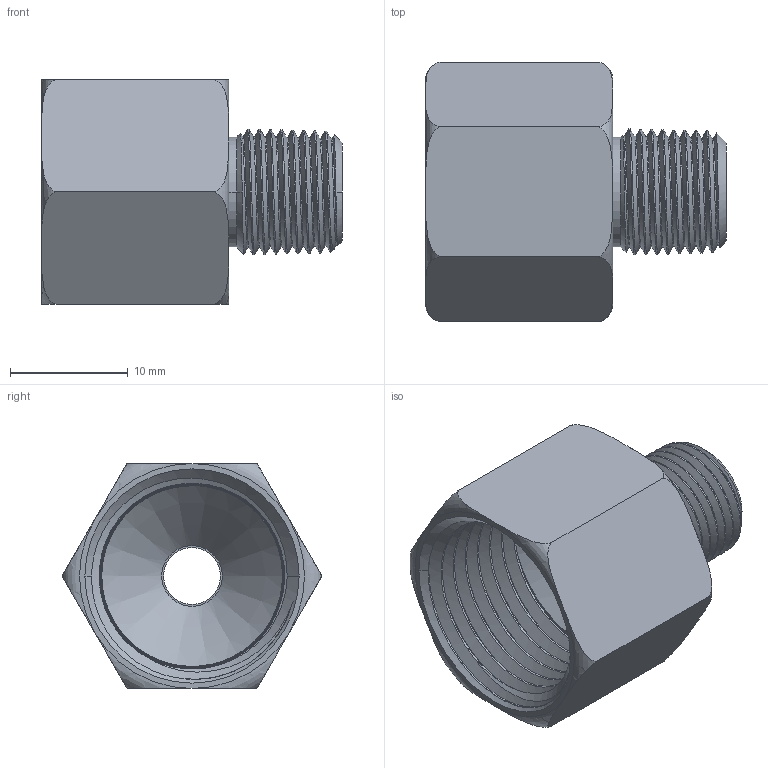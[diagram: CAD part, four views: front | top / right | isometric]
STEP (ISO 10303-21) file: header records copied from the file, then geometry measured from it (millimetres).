
FILE_DESCRIPTION(/* description */ (''),/* implementation_level */ '2;1');
FILE_NAME(/* name */ '120-N1-N3.stp',/* time_stamp */ '2024-01-23T10:10:38-05:00',/* author */ ('esanner'),/* organization */ (''),/* preprocessor_version */ 'ST-DEVELOPER v19',/* originating_system */ 'AutoCAD Mechanical',/* authorisation */ '');
FILE_SCHEMA (('AUTOMOTIVE_DESIGN { 1 0 10303 214 3 1 1 }'));
Length unit declared in the file: millimetre
Products named in the file (2): Product; 120-N1-N3
Assembly tree (1 placements, depth 2):
  Product
    120-N1-N3
Bounding box: 25.55 x 22.05 x 19.1 mm (x, y, z)
Volume: 2788.4 mm3; surface area: 3222.8 mm2
Topology: 1 solids, 1 shells, 75 faces, 196 edges, 125 vertices
Faces by surface type: cone 40, plane 13, torus 12, bspline 6, cylinder 4
Entity records: 20679 total; most frequent: CARTESIAN_POINT 18993, ORIENTED_EDGE 392, DIRECTION 269, EDGE_CURVE 196, VERTEX_POINT 125, AXIS2_PLACEMENT_3D 108, B_SPLINE_CURVE_WITH_KNOTS 107, EDGE_LOOP 79
